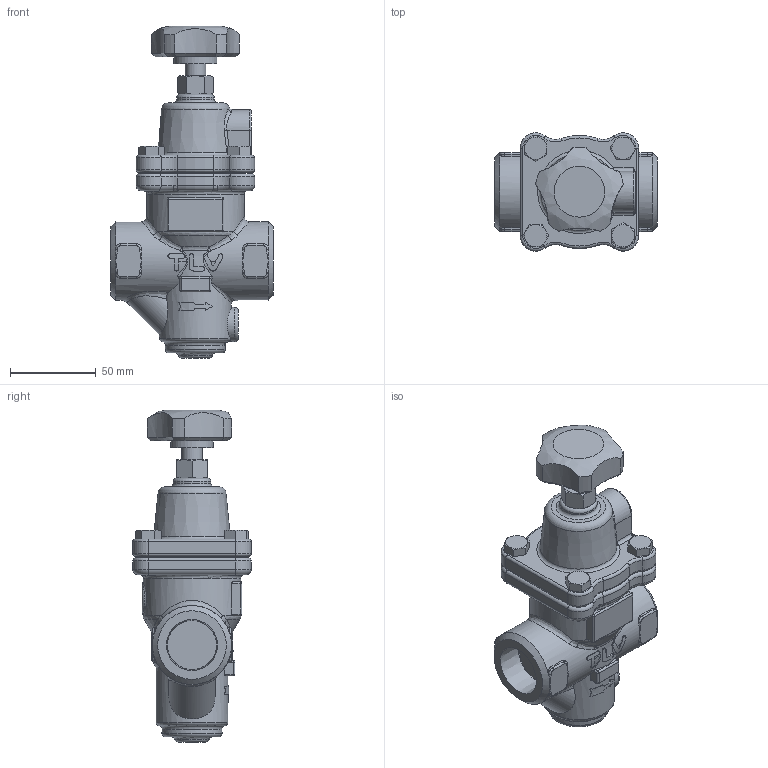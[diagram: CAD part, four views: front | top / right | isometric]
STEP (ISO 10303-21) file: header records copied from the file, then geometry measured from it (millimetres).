
FILE_DESCRIPTION((''),'2;1');
FILE_NAME('pndrx-025-screw-00.stp','2014-01-15T16:54:38',('nakaot'),(''),'Autodesk Inventor 2012','Autodesk Inventor 2012','');
FILE_SCHEMA(('AUTOMOTIVE_DESIGN { 1 0 10303 214 1 1 1 1 }'));
Length unit declared in the file: millimetre
Products named in the file (1): pndrx-025-screw-00
Bounding box: 95 x 68.99 x 193.5 mm (x, y, z)
Volume: 425539.6 mm3; surface area: 55426.2 mm2
Topology: 1 solids, 1 shells, 477 faces, 1143 edges, 675 vertices
Faces by surface type: cylinder 146, plane 130, torus 75, bspline 59, cone 57, sphere 10
Full cylindrical faces by diameter (mm): 8 x8, 9 x4, 12 x1, 14.25 x1, 20 x1, 22 x1, 25 x1, 28.575 x2, 35 x1, 42 x1, 46 x2, 57 x1, 58 x1
Entity records: 16460 total; most frequent: CARTESIAN_POINT 6326, ORIENTED_EDGE 2102, DIRECTION 2093, EDGE_CURVE 1051, AXIS2_PLACEMENT_3D 902, VERTEX_POINT 645, EDGE_LOOP 548, CIRCLE 476
